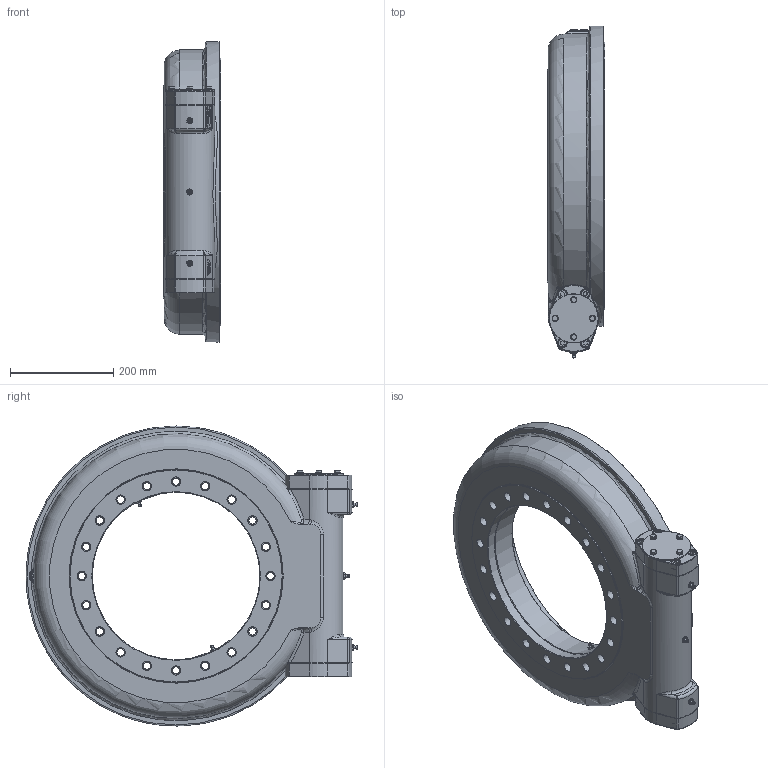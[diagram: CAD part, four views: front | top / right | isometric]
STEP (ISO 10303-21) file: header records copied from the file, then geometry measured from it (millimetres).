
FILE_DESCRIPTION (( 'STEP AP214' ), '1' );
FILE_NAME ('TE523-A0-RM - SH.STEP', '2016-10-26T08:59:06', ( '' ), ( '' ), 'SwSTEP 2.0', 'SolidWorks 2015', '' );
FILE_SCHEMA (( 'AUTOMOTIVE_DESIGN' ));
Length unit declared in the file: millimetre
Products named in the file (1): TE523-A0-RM - SH
Bounding box: 111.5 x 641.47 x 580 mm (x, y, z)
Surface area: 1055184.5 mm2 (no closed solid volume)
Topology: 0 solids, 53 shells, 537 faces, 2010 edges, 1486 vertices
Faces by surface type: plane 229, cylinder 165, cone 56, torus 55, bspline 28, sphere 4
Full cylindrical faces by diameter (mm): 2.5 x1, 3 x6, 10.2 x2, 12 x4, 14 x22, 15 x7, 16 x3, 18 x50, 22 x1, 40 x1, 50 x1, 82.5 x1, 95 x1, 324 x2, 422 x2, 520 x1, 525.74 x1, 570 x1, 580 x1
Entity records: 31178 total; most frequent: CARTESIAN_POINT 9660, DIRECTION 2985, ORIENTED_EDGE 2643, EDGE_CURVE 1810, VERTEX_POINT 1458, AXIS2_PLACEMENT_3D 1091, EDGE_LOOP 945, VECTOR 803
